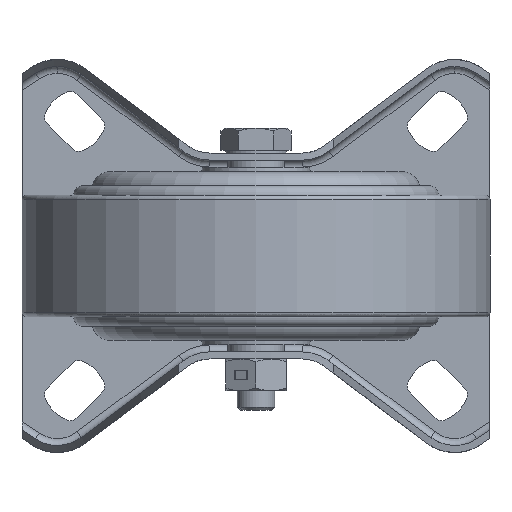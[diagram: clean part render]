
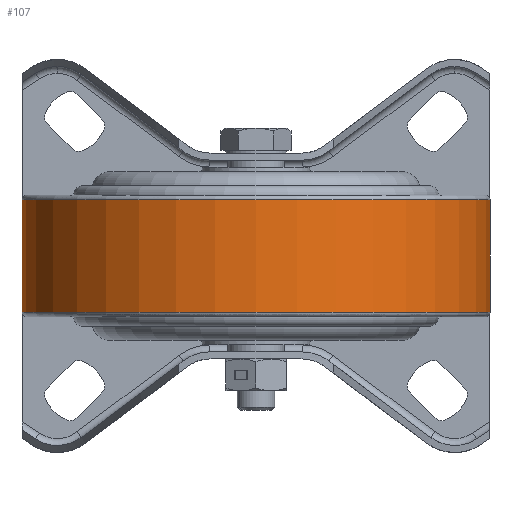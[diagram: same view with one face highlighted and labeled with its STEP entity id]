
A CAD part, front view. The second image highlights one B-rep face of the part: STEP entity #107.
In plain terms, the highlighted cylindrical face has radius 50 mm (diameter 100 mm), a partial arc.
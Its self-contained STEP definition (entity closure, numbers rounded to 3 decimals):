
#107 = ADVANCED_FACE ( 'NONE', ( #5053 ), #6544, .T. ) ;
#1085 = CARTESIAN_POINT ( 'NONE',  ( 0., -77., 12. ) ) ;
#2070 = ORIENTED_EDGE ( 'NONE', *, *, #10941, .T. ) ;
#2287 = DIRECTION ( 'NONE',  ( -1., 0., 0. ) ) ;
#2392 = ORIENTED_EDGE ( 'NONE', *, *, #8270, .T. ) ;
#2533 = AXIS2_PLACEMENT_3D ( 'NONE', #1085, #9415, #2287 ) ;
#3029 = CARTESIAN_POINT ( 'NONE',  ( 0., -77., 0. ) ) ;
#3071 = VECTOR ( 'NONE', #4852, 1000. ) ;
#3097 = CARTESIAN_POINT ( 'NONE',  ( 0., -77., -12. ) ) ;
#4063 = EDGE_CURVE ( 'NONE', #14741, #7468, #14465, .T. ) ;
#4310 = DIRECTION ( 'NONE',  ( 1., 0., 0. ) ) ;
#4852 = DIRECTION ( 'NONE',  ( 0., 0., -1. ) ) ;
#5053 = FACE_OUTER_BOUND ( 'NONE', #8885, .T. ) ;
#5461 = ORIENTED_EDGE ( 'NONE', *, *, #15165, .T. ) ;
#5720 = CIRCLE ( 'NONE', #2533, 50. ) ;
#6268 = LINE ( 'NONE', #10757, #3071 ) ;
#6544 = CYLINDRICAL_SURFACE ( 'NONE', #9159, 50. ) ;
#6817 = DIRECTION ( 'NONE',  ( 0., 0., -1. ) ) ;
#6941 = CARTESIAN_POINT ( 'NONE',  ( 50., -77., 12. ) ) ;
#6965 = VERTEX_POINT ( 'NONE', #8120 ) ;
#7468 = VERTEX_POINT ( 'NONE', #15260 ) ;
#8120 = CARTESIAN_POINT ( 'NONE',  ( -50., -77., -12. ) ) ;
#8270 = EDGE_CURVE ( 'NONE', #8736, #6965, #6268, .T. ) ;
#8736 = VERTEX_POINT ( 'NONE', #10429 ) ;
#8885 = EDGE_LOOP ( 'NONE', ( #13840, #2070, #2392, #5461 ) ) ;
#9159 = AXIS2_PLACEMENT_3D ( 'NONE', #3029, #12501, #10213 ) ;
#9415 = DIRECTION ( 'NONE',  ( 0., 0., -1. ) ) ;
#10209 = AXIS2_PLACEMENT_3D ( 'NONE', #3097, #11422, #4310 ) ;
#10213 = DIRECTION ( 'NONE',  ( -1., 0., 0. ) ) ;
#10429 = CARTESIAN_POINT ( 'NONE',  ( -50., -77., 12. ) ) ;
#10757 = CARTESIAN_POINT ( 'NONE',  ( -50., -77., 0. ) ) ;
#10941 = EDGE_CURVE ( 'NONE', #14741, #8736, #5720, .T. ) ;
#11422 = DIRECTION ( 'NONE',  ( 0., 0., 1. ) ) ;
#11682 = VECTOR ( 'NONE', #6817, 1000. ) ;
#12501 = DIRECTION ( 'NONE',  ( 0., 0., -1. ) ) ;
#12747 = CARTESIAN_POINT ( 'NONE',  ( 50., -77., 0. ) ) ;
#13215 = CIRCLE ( 'NONE', #10209, 50. ) ;
#13840 = ORIENTED_EDGE ( 'NONE', *, *, #4063, .F. ) ;
#14465 = LINE ( 'NONE', #12747, #11682 ) ;
#14741 = VERTEX_POINT ( 'NONE', #6941 ) ;
#15165 = EDGE_CURVE ( 'NONE', #6965, #7468, #13215, .T. ) ;
#15260 = CARTESIAN_POINT ( 'NONE',  ( 50., -77., -12. ) ) ;
